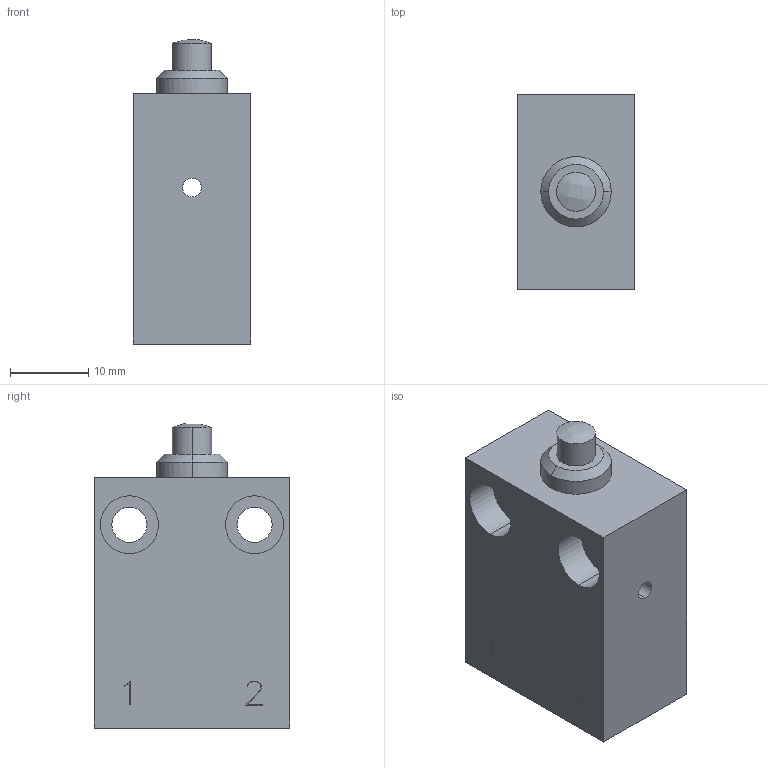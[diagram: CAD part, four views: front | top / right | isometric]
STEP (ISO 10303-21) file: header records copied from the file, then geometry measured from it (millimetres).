
FILE_DESCRIPTION (( 'STEP AP203' ), '1' );
FILE_NAME ('E-25-310-Airtec.step', '2006-10-17T15:21:18', ( 'Gustaf Hederström' ), ( 'Cevican AB' ), 'SwSTEP 2.0', 'SolidWorks 2002308', '' );
FILE_SCHEMA (( 'CONFIG_CONTROL_DESIGN' ));
Length unit declared in the file: millimetre
Products named in the file (1): E-25-310-Airtec
Bounding box: 15 x 25 x 38.88 mm (x, y, z)
Volume: 10818.1 mm3; surface area: 4507.1 mm2
Topology: 1 solids, 1 shells, 118 faces, 312 edges, 204 vertices
Faces by surface type: plane 89, cylinder 22, cone 6, bspline 1
Entity records: 3686 total; most frequent: CARTESIAN_POINT 646, ORIENTED_EDGE 616, DIRECTION 590, EDGE_CURVE 308, LINE 262, VECTOR 262, VERTEX_POINT 204, AXIS2_PLACEMENT_3D 164
